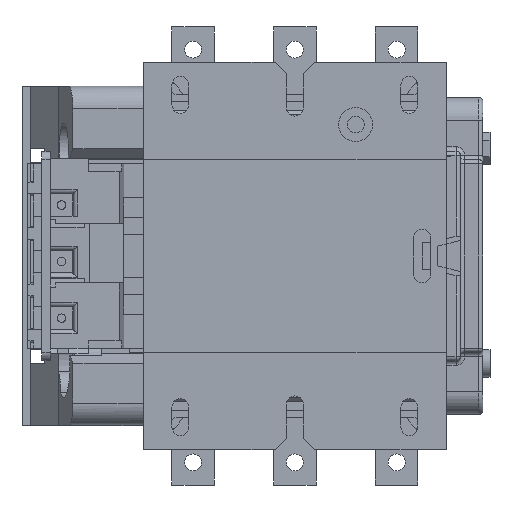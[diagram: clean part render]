
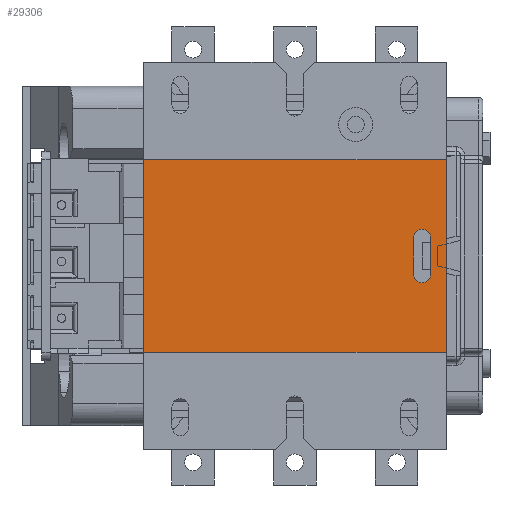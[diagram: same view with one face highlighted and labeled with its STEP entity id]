
A CAD part, left-side view. The second image highlights one B-rep face of the part: STEP entity #29306.
In plain terms, the highlighted planar face has unit normal (-1, 0, 0).
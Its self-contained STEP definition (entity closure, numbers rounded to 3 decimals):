
#614 = CARTESIAN_POINT ( 'NONE',  ( -169.5, -45., 9.5 ) ) ;
#615 = CARTESIAN_POINT ( 'NONE',  ( -169.5, -42., 6.5 ) ) ;
#707 = CARTESIAN_POINT ( 'NONE',  ( -169.5, -53.5, 34.1 ) ) ;
#708 = DIRECTION ( 'NONE',  ( 0., 0., 1. ) ) ;
#2270 = VECTOR ( 'NONE', #4268, 1000. ) ;
#2271 = LINE ( 'NONE', #4267, #2270 ) ;
#2273 = CIRCLE ( 'NONE', #36974, 3. ) ;
#2278 = LINE ( 'NONE', #4261, #2279 ) ;
#2279 = VECTOR ( 'NONE', #4262, 1000. ) ;
#2280 = LINE ( 'NONE', #4263, #2281 ) ;
#2281 = VECTOR ( 'NONE', #4264, 1000. ) ;
#2284 = CIRCLE ( 'NONE', #36976, 3. ) ;
#2285 = LINE ( 'NONE', #4269, #2286 ) ;
#2286 = VECTOR ( 'NONE', #4270, 1000. ) ;
#4250 = CARTESIAN_POINT ( 'NONE',  ( -169.5, -45., 6.5 ) ) ;
#4253 = DIRECTION ( 'NONE',  ( 1., 0., 0. ) ) ;
#4254 = DIRECTION ( 'NONE',  ( 0., 0., -1. ) ) ;
#4255 = CARTESIAN_POINT ( 'NONE',  ( -169.5, -45., -6.5 ) ) ;
#4261 = CARTESIAN_POINT ( 'NONE',  ( -169.5, -48., 34.1 ) ) ;
#4262 = DIRECTION ( 'NONE',  ( 0., 0., -1. ) ) ;
#4263 = CARTESIAN_POINT ( 'NONE',  ( -169.5, 53.5, 34.1 ) ) ;
#4264 = DIRECTION ( 'NONE',  ( 0., -1., 0. ) ) ;
#4265 = DIRECTION ( 'NONE',  ( 1., 0., 0. ) ) ;
#4266 = DIRECTION ( 'NONE',  ( 0., 0., -1. ) ) ;
#4267 = CARTESIAN_POINT ( 'NONE',  ( -169.5, -42., 34.1 ) ) ;
#4268 = DIRECTION ( 'NONE',  ( 0., 0., 1. ) ) ;
#4269 = CARTESIAN_POINT ( 'NONE',  ( -169.5, 53.5, -34.1 ) ) ;
#4270 = DIRECTION ( 'NONE',  ( 0., -1., 0. ) ) ;
#9343 = CARTESIAN_POINT ( 'NONE',  ( -169.5, -42., -6.5 ) ) ;
#9344 = CARTESIAN_POINT ( 'NONE',  ( -169.5, -48., 6.5 ) ) ;
#9345 = CARTESIAN_POINT ( 'NONE',  ( -169.5, -48., -6.5 ) ) ;
#13009 = AXIS2_PLACEMENT_3D ( 'NONE', #14492, #14497, #14498 ) ;
#13197 = AXIS2_PLACEMENT_3D ( 'NONE', #19946, #20003, #20004 ) ;
#14491 = PLANE ( 'NONE',  #13009 ) ;
#14492 = CARTESIAN_POINT ( 'NONE',  ( -169.5, 53.5, 34.1 ) ) ;
#14497 = DIRECTION ( 'NONE',  ( 1., 0., 0. ) ) ;
#14498 = DIRECTION ( 'NONE',  ( 0., 0., -1. ) ) ;
#14642 = CARTESIAN_POINT ( 'NONE',  ( -169.5, -53.5, -34.1 ) ) ;
#15115 = FACE_BOUND ( 'NONE', #34220, .T. ) ;
#15117 = FACE_OUTER_BOUND ( 'NONE', #34217, .T. ) ;
#16026 = LINE ( 'NONE', #17521, #16027 ) ;
#16027 = VECTOR ( 'NONE', #17522, 1000. ) ;
#17521 = CARTESIAN_POINT ( 'NONE',  ( -169.5, 53.5, 34.1 ) ) ;
#17522 = DIRECTION ( 'NONE',  ( 0., 0., 1. ) ) ;
#19238 = CIRCLE ( 'NONE', #13197, 3. ) ;
#19946 = CARTESIAN_POINT ( 'NONE',  ( -169.5, -45., 6.5 ) ) ;
#20003 = DIRECTION ( 'NONE',  ( 1., 0., 0. ) ) ;
#20004 = DIRECTION ( 'NONE',  ( 0., 0., -1. ) ) ;
#20617 = CARTESIAN_POINT ( 'NONE',  ( -169.5, 53.5, -34.1 ) ) ;
#20618 = CARTESIAN_POINT ( 'NONE',  ( -169.5, 53.5, 34.1 ) ) ;
#23118 = CARTESIAN_POINT ( 'NONE',  ( -169.5, -53.5, 34.1 ) ) ;
#23844 = VERTEX_POINT ( 'NONE', #614 ) ;
#23845 = VERTEX_POINT ( 'NONE', #615 ) ;
#23920 = EDGE_CURVE ( 'NONE', #30196, #38537, #39621, .T. ) ;
#24885 = EDGE_CURVE ( 'NONE', #23844, #25969, #2273, .T. ) ;
#24889 = EDGE_CURVE ( 'NONE', #25969, #25970, #2278, .T. ) ;
#24890 = EDGE_CURVE ( 'NONE', #33283, #38537, #2280, .T. ) ;
#24891 = EDGE_CURVE ( 'NONE', #25970, #25968, #2284, .T. ) ;
#24892 = EDGE_CURVE ( 'NONE', #25968, #23845, #2271, .T. ) ;
#24893 = EDGE_CURVE ( 'NONE', #33282, #30196, #2285, .T. ) ;
#25968 = VERTEX_POINT ( 'NONE', #9343 ) ;
#25969 = VERTEX_POINT ( 'NONE', #9344 ) ;
#25970 = VERTEX_POINT ( 'NONE', #9345 ) ;
#26372 = ORIENTED_EDGE ( 'NONE', *, *, #24892, .T. ) ;
#26373 = ORIENTED_EDGE ( 'NONE', *, *, #32958, .T. ) ;
#26374 = ORIENTED_EDGE ( 'NONE', *, *, #24885, .T. ) ;
#26375 = ORIENTED_EDGE ( 'NONE', *, *, #24889, .T. ) ;
#26376 = ORIENTED_EDGE ( 'NONE', *, *, #24891, .T. ) ;
#26377 = ORIENTED_EDGE ( 'NONE', *, *, #23920, .T. ) ;
#26378 = ORIENTED_EDGE ( 'NONE', *, *, #24890, .F. ) ;
#26379 = ORIENTED_EDGE ( 'NONE', *, *, #32493, .F. ) ;
#26380 = ORIENTED_EDGE ( 'NONE', *, *, #24893, .T. ) ;
#29306 = ADVANCED_FACE ( 'NONE', ( #15115, #15117 ), #14491, .F. ) ;
#30196 = VERTEX_POINT ( 'NONE', #14642 ) ;
#32493 = EDGE_CURVE ( 'NONE', #33282, #33283, #16026, .T. ) ;
#32958 = EDGE_CURVE ( 'NONE', #23845, #23844, #19238, .T. ) ;
#33282 = VERTEX_POINT ( 'NONE', #20617 ) ;
#33283 = VERTEX_POINT ( 'NONE', #20618 ) ;
#34217 = EDGE_LOOP ( 'NONE', ( #26377, #26378, #26379, #26380 ) ) ;
#34220 = EDGE_LOOP ( 'NONE', ( #26372, #26373, #26374, #26375, #26376 ) ) ;
#36974 = AXIS2_PLACEMENT_3D ( 'NONE', #4250, #4253, #4254 ) ;
#36976 = AXIS2_PLACEMENT_3D ( 'NONE', #4255, #4265, #4266 ) ;
#38537 = VERTEX_POINT ( 'NONE', #23118 ) ;
#39621 = LINE ( 'NONE', #707, #39622 ) ;
#39622 = VECTOR ( 'NONE', #708, 1000. ) ;
